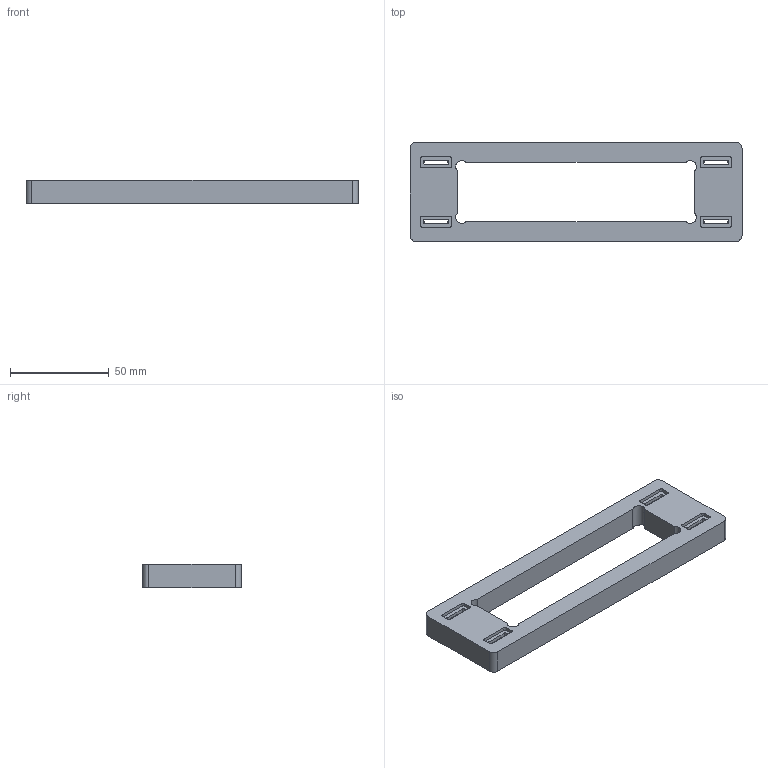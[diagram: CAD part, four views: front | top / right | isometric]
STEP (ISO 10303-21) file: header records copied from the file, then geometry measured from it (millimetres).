
FILE_DESCRIPTION(('FreeCAD Model'),'2;1');
FILE_NAME('pcb_passthroughs.step', '2019-11-28T14:02:42',('Author'),(''), 'Open CASCADE STEP processor 7.3','FreeCAD','Unknown');
FILE_SCHEMA(('AUTOMOTIVE_DESIGN { 1 0 10303 214 1 1 1 1 }'));
Length unit declared in the file: millimetre
Products named in the file (1): difference025001
Bounding box: 168 x 50 x 12 mm (x, y, z)
Volume: 52585.8 mm3; surface area: 20189.1 mm2
Topology: 1 solids, 1 shells, 186 faces, 560 edges, 380 vertices
Faces by surface type: plane 114, cylinder 72
Entity records: 6414 total; most frequent: CARTESIAN_POINT 1127, DIRECTION 1122, ORIENTED_EDGE 1120, EDGE_CURVE 560, VERTEX_POINT 380, AXIS2_PLACEMENT_3D 375, LINE 372, VECTOR 372
